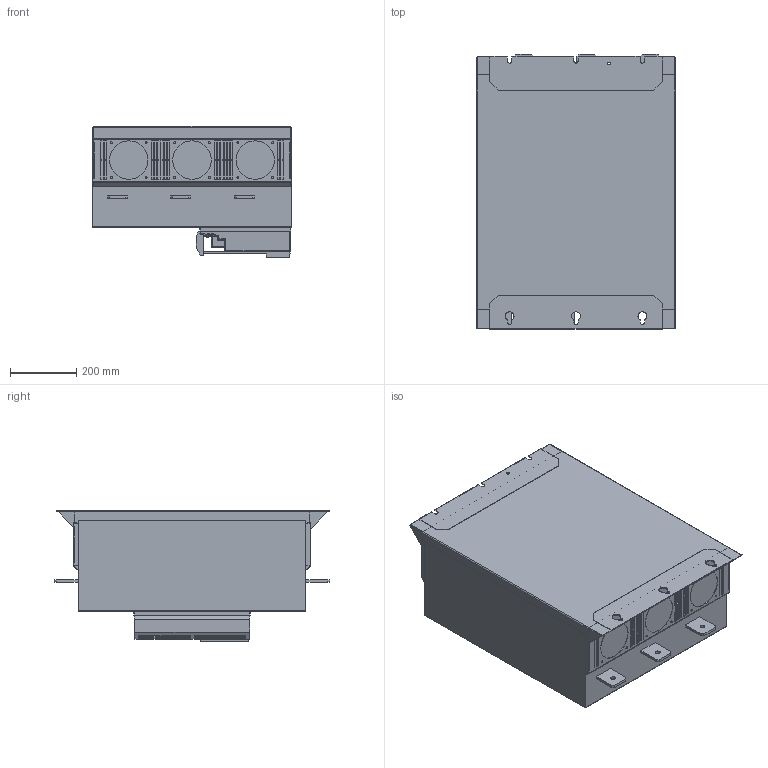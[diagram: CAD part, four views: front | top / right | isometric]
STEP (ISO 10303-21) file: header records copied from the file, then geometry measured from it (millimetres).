
FILE_DESCRIPTION (( 'STEP AP214' ), '1' );
FILE_NAME ('630.STEP', '2023-11-30T11:22:14', ( '' ), ( '' ), 'SwSTEP 2.0', 'SolidWorks 2022', '' );
FILE_SCHEMA (( 'AUTOMOTIVE_DESIGN' ));
Length unit declared in the file: millimetre
Products named in the file (1): 630
Bounding box: 602 x 830.59 x 395.88 mm (x, y, z)
Volume: 129567513.5 mm3; surface area: 2659846.4 mm2
Topology: 1 solids, 9 shells, 2224 faces, 5669 edges, 3622 vertices
Faces by surface type: plane 1699, cylinder 398, cone 56, bspline 54, sphere 15, torus 2
Entity records: 92836 total; most frequent: CARTESIAN_POINT 17057, ORIENTED_EDGE 11336, DIRECTION 10452, EDGE_CURVE 5668, LINE 4462, VECTOR 4462, VERTEX_POINT 3622, AXIS2_PLACEMENT_3D 2995
